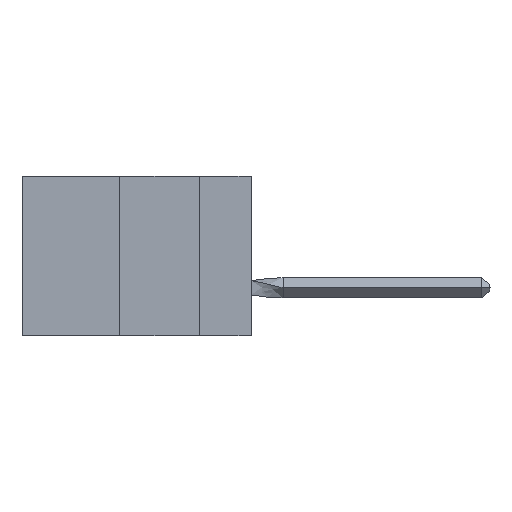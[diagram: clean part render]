
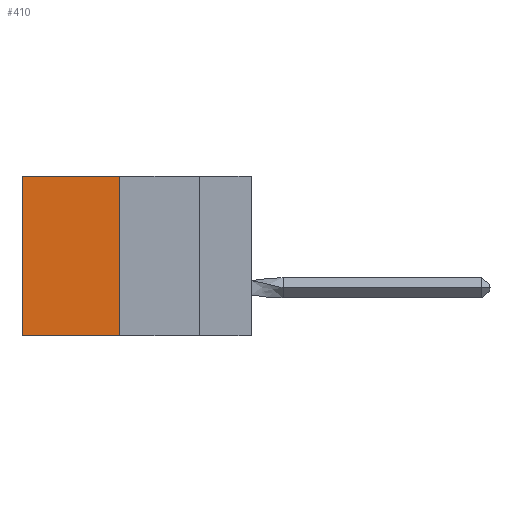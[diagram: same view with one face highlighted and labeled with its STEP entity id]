
A CAD part, left-side view. The second image highlights one B-rep face of the part: STEP entity #410.
In plain terms, the highlighted planar face has unit normal (-1, 0, 0).
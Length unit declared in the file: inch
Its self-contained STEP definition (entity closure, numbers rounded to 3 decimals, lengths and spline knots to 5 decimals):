
#410 = ADVANCED_FACE ( 'NONE', ( #4729 ), #13885, .F. ) ;
#2082 = ORIENTED_EDGE ( 'NONE', *, *, #3702, .F. ) ;
#2303 = LINE ( 'NONE', #14357, #2698 ) ;
#2698 = VECTOR ( 'NONE', #6610, 39.37008 ) ;
#2709 = ORIENTED_EDGE ( 'NONE', *, *, #14929, .T. ) ;
#2938 = CARTESIAN_POINT ( 'NONE',  ( 0.305, 0.413, -0.5 ) ) ;
#3702 = EDGE_CURVE ( 'NONE', #20160, #19602, #31909, .T. ) ;
#4729 = FACE_OUTER_BOUND ( 'NONE', #26671, .T. ) ;
#6610 = DIRECTION ( 'NONE',  ( 0., 0., -1. ) ) ;
#8696 = DIRECTION ( 'NONE',  ( 1., 0., 0. ) ) ;
#8799 = EDGE_CURVE ( 'NONE', #19602, #29083, #17845, .T. ) ;
#9984 = VERTEX_POINT ( 'NONE', #31983 ) ;
#10206 = DIRECTION ( 'NONE',  ( 0., 1., 0. ) ) ;
#11294 = CARTESIAN_POINT ( 'NONE',  ( 0.305, 0.72, -0.5 ) ) ;
#13885 = PLANE ( 'NONE',  #26746 ) ;
#14357 = CARTESIAN_POINT ( 'NONE',  ( 0.305, 0.72, -0.5 ) ) ;
#14929 = EDGE_CURVE ( 'NONE', #20160, #9984, #23412, .T. ) ;
#15350 = CARTESIAN_POINT ( 'NONE',  ( 0.305, 0.413, -0.5 ) ) ;
#16772 = CARTESIAN_POINT ( 'NONE',  ( 0.305, 0.413, -0.5 ) ) ;
#17845 = LINE ( 'NONE', #15350, #23196 ) ;
#19602 = VERTEX_POINT ( 'NONE', #16772 ) ;
#20160 = VERTEX_POINT ( 'NONE', #32080 ) ;
#20479 = CARTESIAN_POINT ( 'NONE',  ( 0.305, 0.413, 0. ) ) ;
#21808 = DIRECTION ( 'NONE',  ( 0., 0., -1. ) ) ;
#22501 = CARTESIAN_POINT ( 'NONE',  ( 0.305, 0.413, -0.5 ) ) ;
#22826 = DIRECTION ( 'NONE',  ( 0., 0., -1. ) ) ;
#23196 = VECTOR ( 'NONE', #10206, 39.37008 ) ;
#23412 = LINE ( 'NONE', #20479, #27950 ) ;
#24881 = VECTOR ( 'NONE', #22826, 39.37008 ) ;
#26671 = EDGE_LOOP ( 'NONE', ( #27418, #34051, #2082, #2709 ) ) ;
#26746 = AXIS2_PLACEMENT_3D ( 'NONE', #2938, #8696, #21808 ) ;
#27418 = ORIENTED_EDGE ( 'NONE', *, *, #28185, .T. ) ;
#27950 = VECTOR ( 'NONE', #33374, 39.37008 ) ;
#28185 = EDGE_CURVE ( 'NONE', #9984, #29083, #2303, .T. ) ;
#29083 = VERTEX_POINT ( 'NONE', #11294 ) ;
#31909 = LINE ( 'NONE', #22501, #24881 ) ;
#31983 = CARTESIAN_POINT ( 'NONE',  ( 0.305, 0.72, 0. ) ) ;
#32080 = CARTESIAN_POINT ( 'NONE',  ( 0.305, 0.413, 0. ) ) ;
#33374 = DIRECTION ( 'NONE',  ( 0., 1., 0. ) ) ;
#34051 = ORIENTED_EDGE ( 'NONE', *, *, #8799, .F. ) ;
